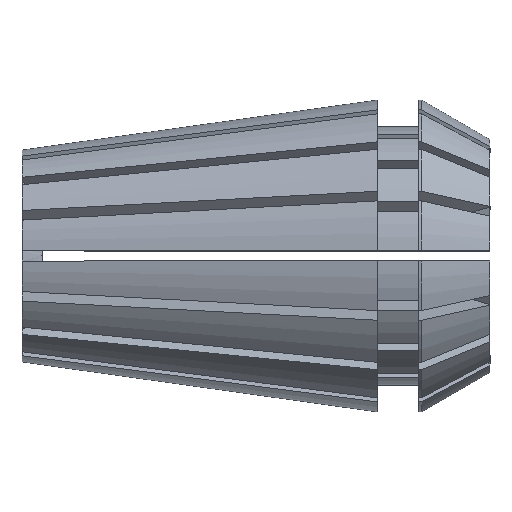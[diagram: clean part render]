
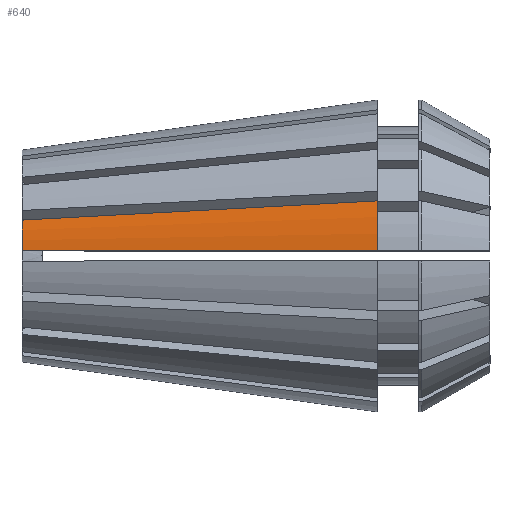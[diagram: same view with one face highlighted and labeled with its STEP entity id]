
A CAD part, top view. The second image highlights one B-rep face of the part: STEP entity #640.
In plain terms, the highlighted conical face has half-angle 8 degrees and reference radius 10.5 mm.
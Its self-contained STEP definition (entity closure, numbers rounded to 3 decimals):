
#37 = B_SPLINE_CURVE_WITH_KNOTS ( 'NONE', 3,
 ( #2313, #529, #4576, #1879, #5045, #2333, #5487, #2807, #121, #3250 ),
 .UNSPECIFIED., .F., .F.,
 ( 4, 3, 3, 4 ),
 ( 0.044, 0.052, 0.065, 0.068 ),
 .UNSPECIFIED. ) ;
#47 = ORIENTED_EDGE ( 'NONE', *, *, #2748, .F. ) ;
#68 = AXIS2_PLACEMENT_3D ( 'NONE', #4549, #5498, #256 ) ;
#73 = CARTESIAN_POINT ( 'NONE',  ( 12.415, 3.075, 8.337 ) ) ;
#121 = CARTESIAN_POINT ( 'NONE',  ( 1.02, 0.35, 7.276 ) ) ;
#176 = AXIS2_PLACEMENT_3D ( 'NONE', #3142, #1322, #1795 ) ;
#256 = DIRECTION ( 'NONE',  ( 0., 0., -1. ) ) ;
#308 = CARTESIAN_POINT ( 'NONE',  ( 0., 2.406, 6.724 ) ) ;
#410 = EDGE_CURVE ( 'NONE', #1749, #4539, #911, .T. ) ;
#412 = VERTEX_POINT ( 'NONE', #5459 ) ;
#446 = CARTESIAN_POINT ( 'NONE',  ( 23.9, 0.35, 10.494 ) ) ;
#519 = CARTESIAN_POINT ( 'NONE',  ( 20.072, 3.487, 9.332 ) ) ;
#529 = CARTESIAN_POINT ( 'NONE',  ( 21.342, 0.35, 10.135 ) ) ;
#640 = ADVANCED_FACE ( 'NONE', ( #2312 ), #3384, .T. ) ;
#911 = CIRCLE ( 'NONE', #176, 10.5 ) ;
#929 = CARTESIAN_POINT ( 'NONE',  ( 4.138, 2.629, 7.262 ) ) ;
#1322 = DIRECTION ( 'NONE',  ( -1., 0., 0. ) ) ;
#1749 = VERTEX_POINT ( 'NONE', #446 ) ;
#1791 = CARTESIAN_POINT ( 'NONE',  ( 0., 0., 0. ) ) ;
#1795 = DIRECTION ( 'NONE',  ( 0., 0., 1. ) ) ;
#1858 = ORIENTED_EDGE ( 'NONE', *, *, #3048, .F. ) ;
#1879 = CARTESIAN_POINT ( 'NONE',  ( 16.225, 0.35, 9.415 ) ) ;
#2243 = DIRECTION ( 'NONE',  ( 0., 0., 1. ) ) ;
#2284 = CARTESIAN_POINT ( 'NONE',  ( 0., 2.406, 6.724 ) ) ;
#2312 = FACE_OUTER_BOUND ( 'NONE', #5725, .T. ) ;
#2313 = CARTESIAN_POINT ( 'NONE',  ( 23.9, 0.35, 10.494 ) ) ;
#2333 = CARTESIAN_POINT ( 'NONE',  ( 7.449, 0.35, 8.181 ) ) ;
#2400 = ORIENTED_EDGE ( 'NONE', *, *, #410, .T. ) ;
#2442 = CARTESIAN_POINT ( 'NONE',  ( 23.9, 3.693, 9.83 ) ) ;
#2748 = EDGE_CURVE ( 'NONE', #1749, #412, #37, .T. ) ;
#2756 = CARTESIAN_POINT ( 'NONE',  ( 8.277, 2.852, 7.8 ) ) ;
#2807 = CARTESIAN_POINT ( 'NONE',  ( 2.041, 0.35, 7.42 ) ) ;
#2987 = VERTEX_POINT ( 'NONE', #308 ) ;
#3048 = EDGE_CURVE ( 'NONE', #412, #2987, #3425, .T. ) ;
#3112 = EDGE_CURVE ( 'NONE', #2987, #4539, #5499, .T. ) ;
#3142 = CARTESIAN_POINT ( 'NONE',  ( 23.9, 0., 0. ) ) ;
#3199 = CARTESIAN_POINT ( 'NONE',  ( 16.244, 3.281, 8.835 ) ) ;
#3250 = CARTESIAN_POINT ( 'NONE',  ( 0., 0.35, 7.133 ) ) ;
#3384 = CONICAL_SURFACE ( 'NONE', #68, 10.5, 0.14 ) ;
#3425 = CIRCLE ( 'NONE', #3526, 7.141 ) ;
#3526 = AXIS2_PLACEMENT_3D ( 'NONE', #1791, #4955, #2243 ) ;
#3660 = CARTESIAN_POINT ( 'NONE',  ( 23.9, 3.693, 9.83 ) ) ;
#4217 = ORIENTED_EDGE ( 'NONE', *, *, #3112, .F. ) ;
#4539 = VERTEX_POINT ( 'NONE', #2442 ) ;
#4549 = CARTESIAN_POINT ( 'NONE',  ( 23.9, 0., 0. ) ) ;
#4576 = CARTESIAN_POINT ( 'NONE',  ( 18.783, 0.35, 9.775 ) ) ;
#4955 = DIRECTION ( 'NONE',  ( -1., 0., 0. ) ) ;
#5045 = CARTESIAN_POINT ( 'NONE',  ( 11.837, 0.35, 8.798 ) ) ;
#5459 = CARTESIAN_POINT ( 'NONE',  ( 0., 0.35, 7.133 ) ) ;
#5487 = CARTESIAN_POINT ( 'NONE',  ( 3.061, 0.35, 7.564 ) ) ;
#5498 = DIRECTION ( 'NONE',  ( 1., 0., 0. ) ) ;
#5499 = B_SPLINE_CURVE_WITH_KNOTS ( 'NONE', 3,
 ( #2284, #929, #2756, #73, #3199, #519, #3660 ),
 .UNSPECIFIED., .F., .F.,
 ( 4, 3, 4 ),
 ( 0., 0.013, 0.024 ),
 .UNSPECIFIED. ) ;
#5725 = EDGE_LOOP ( 'NONE', ( #4217, #1858, #47, #2400 ) ) ;
